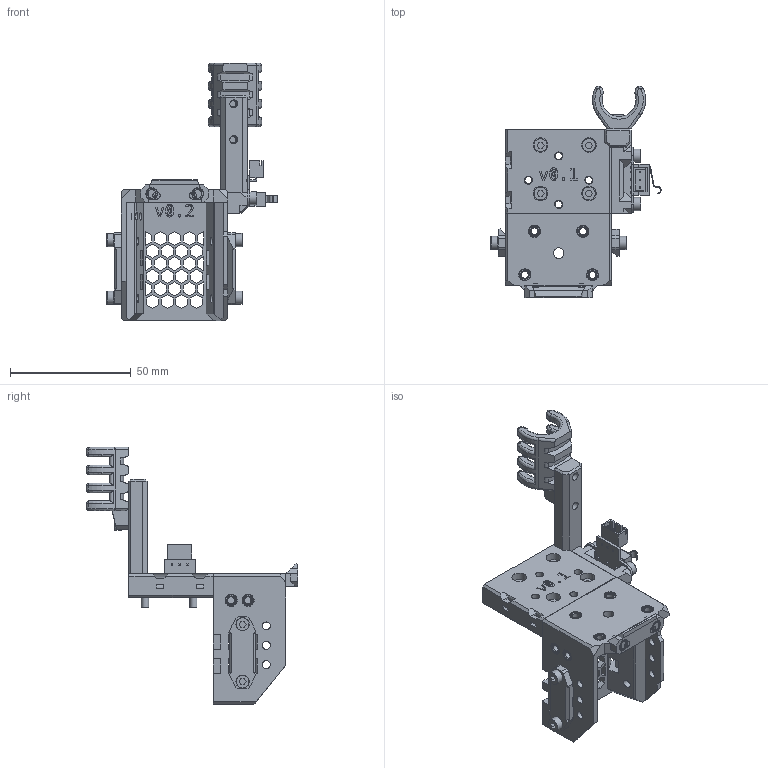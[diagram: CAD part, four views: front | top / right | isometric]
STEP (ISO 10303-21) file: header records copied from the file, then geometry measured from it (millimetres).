
FILE_DESCRIPTION(/* description */ (''),/* implementation_level */ '2;1');
FILE_NAME(/* name */ 'Core.step',/* time_stamp */ '2023-04-28T08:47:17-05:00',/* author */ (''),/* organization */ (''),/* preprocessor_version */ 'ST-DEVELOPER v19.2',/* originating_system */ 'Autodesk Translation Framework v12.4.0.73',/* authorisation */ '');
FILE_SCHEMA (('AUTOMOTIVE_DESIGN { 1 0 10303 214 3 1 1 }'));
Products named in the file (19): Core.Insert.CoreXY V2; Top with Endstop; Horizontal Limit Switch; top_endstop_mgn12h; top_endstop_mgn12h_pcb; Top Inserts; Guide Inserts; Top Fasteners; Front; stock_front; belt_grabber; pis_front; Inserts; PIS Inserts; PN596; Belt Fasteners; Cable Guide; cable_guide; PN501
Assembly tree (51 placements, depth 4):
  Core.Insert.CoreXY V2
    Top with Endstop
      Horizontal Limit Switch
      top_endstop_mgn12h
      top_endstop_mgn12h_pcb
      Top Inserts
        PN596  x4
      Guide Inserts
        PN596  x2
      Top Fasteners
        PN501  x6
    Front
      stock_front
      belt_grabber  x2
      pis_front
      Inserts
        PN596  x14
      PIS Inserts
        PN596  x2
      Belt Fasteners
        PN501  x4
    Cable Guide
      cable_guide
      PN501  x2
Bounding box: 70.35 x 87.43 x 106.5 mm (x, y, z)
Volume: 83291.4 mm3; surface area: 56611.1 mm2
Topology: 42 solids, 42 shells, 4539 faces, 12540 edges, 8293 vertices
Faces by surface type: bspline 2034, plane 1461, cylinder 891, cone 82, torus 71
Full cylindrical faces by diameter (mm): 2.9 x22, 3 x18, 3.2 x2, 3.3 x70, 4.2 x22, 4.25 x22, 4.35 x2, 4.6 x22, 4.7 x40, 5.5 x12, 5.6 x1, 6 x8, 6.4 x4
Entity records: 64408 total; most frequent: CARTESIAN_POINT 18333, ORIENTED_EDGE 10112, DIRECTION 7995, EDGE_CURVE 5056, LINE 3541, VECTOR 3541, VERTEX_POINT 3327, AXIS2_PLACEMENT_3D 2227
